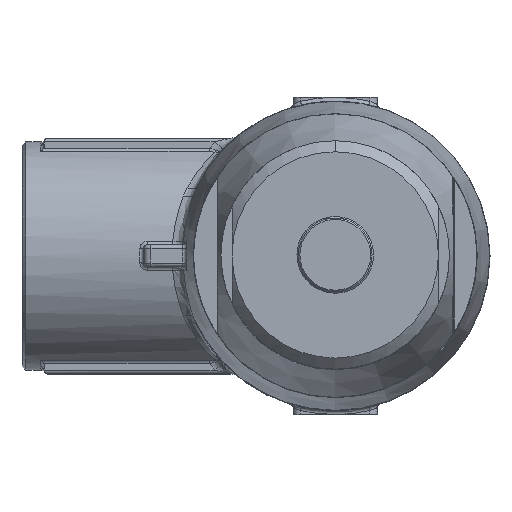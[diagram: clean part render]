
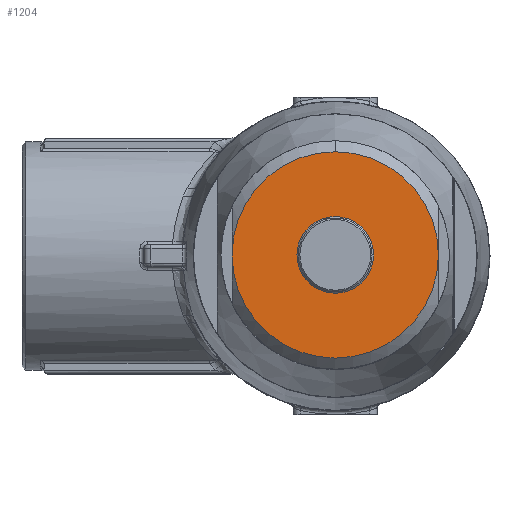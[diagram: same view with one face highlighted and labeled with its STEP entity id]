
A CAD part, top view. The second image highlights one B-rep face of the part: STEP entity #1204.
In plain terms, the highlighted planar face has unit normal (0, 0, 1).
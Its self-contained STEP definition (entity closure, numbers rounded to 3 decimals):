
#277=CARTESIAN_POINT('',(0.,14.,87.5));
#278=VERTEX_POINT('',#277);
#285=CARTESIAN_POINT('',(14.,0.,87.5));
#286=VERTEX_POINT('',#285);
#287=CARTESIAN_POINT('',(0.,0.,87.5));
#288=DIRECTION('',(-0.,0.,1.));
#289=DIRECTION('',(0.,1.,-0.));
#290=AXIS2_PLACEMENT_3D('',#287,#288,#289);
#291=CIRCLE('',#290,14.);
#292=EDGE_CURVE('NONE',#286,#278,#291,.T.);
#373=CARTESIAN_POINT('',(0.,5.2,87.5));
#374=VERTEX_POINT('',#373);
#400=CARTESIAN_POINT('',(0.,-5.2,87.5));
#401=VERTEX_POINT('',#400);
#402=CARTESIAN_POINT('',(0.,0.,87.5));
#403=DIRECTION('',(0.,-0.,-1.));
#404=DIRECTION('',(0.,1.,-0.));
#405=AXIS2_PLACEMENT_3D('',#402,#403,#404);
#406=CIRCLE('',#405,5.2);
#407=EDGE_CURVE('NONE',#401,#374,#406,.T.);
#409=CARTESIAN_POINT('',(0.,0.,87.5));
#410=DIRECTION('',(0.,-0.,-1.));
#411=DIRECTION('',(0.,1.,-0.));
#412=AXIS2_PLACEMENT_3D('',#409,#410,#411);
#413=CIRCLE('',#412,5.2);
#414=EDGE_CURVE('NONE',#374,#401,#413,.T.);
#1176=CARTESIAN_POINT('',(15.5,0.,87.5));
#1177=DIRECTION('',(0.,0.,1.));
#1178=DIRECTION('',(0.,-1.,0.));
#1179=AXIS2_PLACEMENT_3D('',#1176,#1177,#1178);
#1180=PLANE('',#1179);
#1181=CARTESIAN_POINT('',(-14.,0.,87.5));
#1182=VERTEX_POINT('',#1181);
#1183=CARTESIAN_POINT('',(0.,0.,87.5));
#1184=DIRECTION('',(-0.,0.,1.));
#1185=DIRECTION('',(0.,1.,-0.));
#1186=AXIS2_PLACEMENT_3D('',#1183,#1184,#1185);
#1187=CIRCLE('',#1186,14.);
#1188=EDGE_CURVE('NONE',#1182,#286,#1187,.T.);
#1189=ORIENTED_EDGE('',*,*,#1188,.T.);
#1190=ORIENTED_EDGE('',*,*,#292,.T.);
#1191=CARTESIAN_POINT('',(0.,0.,87.5));
#1192=DIRECTION('',(-0.,0.,1.));
#1193=DIRECTION('',(0.,1.,-0.));
#1194=AXIS2_PLACEMENT_3D('',#1191,#1192,#1193);
#1195=CIRCLE('',#1194,14.);
#1196=EDGE_CURVE('NONE',#278,#1182,#1195,.T.);
#1197=ORIENTED_EDGE('',*,*,#1196,.T.);
#1198=EDGE_LOOP('',(#1189,#1190,#1197));
#1199=FACE_BOUND('',#1198,.T.);
#1200=ORIENTED_EDGE('',*,*,#414,.T.);
#1201=ORIENTED_EDGE('',*,*,#407,.T.);
#1202=EDGE_LOOP('',(#1200,#1201));
#1203=FACE_BOUND('',#1202,.T.);
#1204=ADVANCED_FACE('NONE',(#1199,#1203),#1180,.T.);
